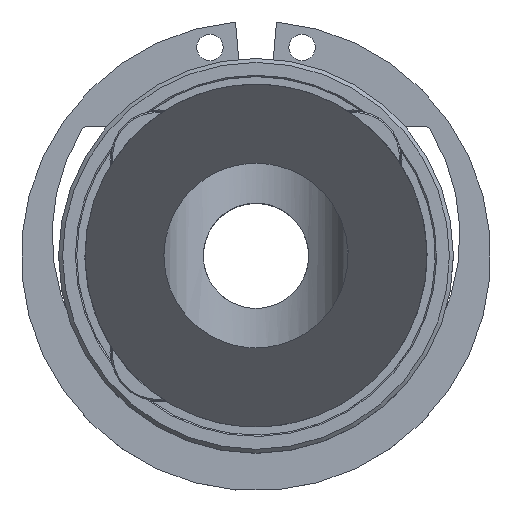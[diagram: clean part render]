
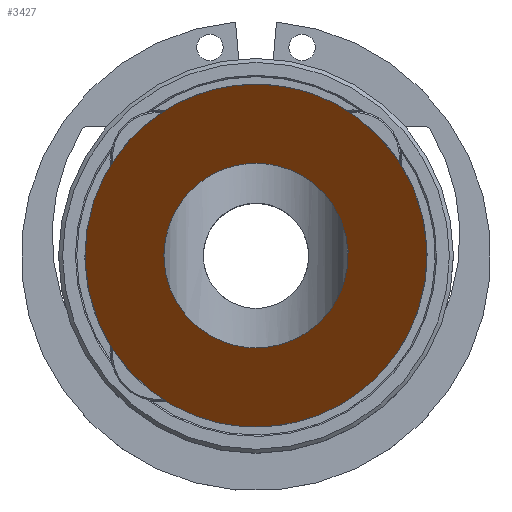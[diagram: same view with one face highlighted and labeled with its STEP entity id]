
A CAD part, top view. The second image highlights one B-rep face of the part: STEP entity #3427.
In plain terms, the highlighted planar face has unit normal (0, -0.707, 0.707).
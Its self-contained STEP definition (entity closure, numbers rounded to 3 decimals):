
#222=ELLIPSE('',#3892,18.385,13.);
#223=ELLIPSE('',#3909,9.899,7.);
#514=PLANE('',#3910);
#707=FACE_BOUND('',#1267,.T.);
#923=FACE_OUTER_BOUND('',#1266,.T.);
#1266=EDGE_LOOP('',(#2878));
#1267=EDGE_LOOP('',(#2879));
#1751=VERTEX_POINT('',#6015);
#1765=VERTEX_POINT('',#6219);
#2128=EDGE_CURVE('',#1751,#1751,#222,.T.);
#2142=EDGE_CURVE('',#1765,#1765,#223,.T.);
#2878=ORIENTED_EDGE('',*,*,#2128,.T.);
#2879=ORIENTED_EDGE('',*,*,#2142,.F.);
#3427=ADVANCED_FACE('',(#923,#707),#514,.T.);
#3892=AXIS2_PLACEMENT_3D('',#6016,#4915,#4916);
#3909=AXIS2_PLACEMENT_3D('',#6220,#4949,#4950);
#3910=AXIS2_PLACEMENT_3D('',#6256,#4951,#4952);
#4915=DIRECTION('center_axis',(0.,-0.707,
0.707));
#4916=DIRECTION('ref_axis',(0.,-0.707,-0.707));
#4949=DIRECTION('center_axis',(0.,-0.707,
0.707));
#4950=DIRECTION('ref_axis',(0.,-0.707,-0.707));
#4951=DIRECTION('center_axis',(0.,-0.707,
0.707));
#4952=DIRECTION('ref_axis',(1.,0.,0.));
#6015=CARTESIAN_POINT('',(0.,-13.,5.672));
#6016=CARTESIAN_POINT('Origin',(0.,0.,18.672));
#6219=CARTESIAN_POINT('',(0.,-7.,11.672));
#6220=CARTESIAN_POINT('Origin',(0.,0.,18.672));
#6256=CARTESIAN_POINT('Origin',(0.,-13.,5.672));
